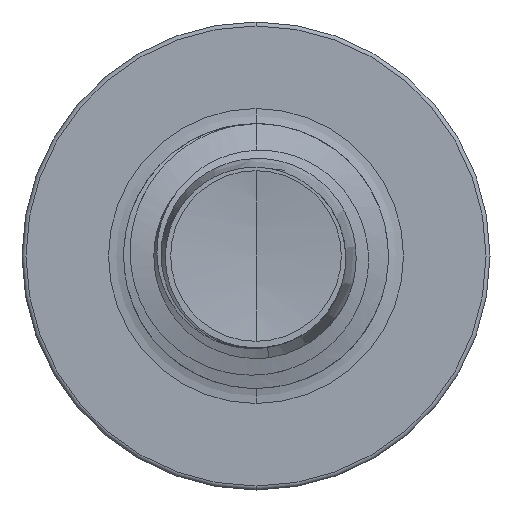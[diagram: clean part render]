
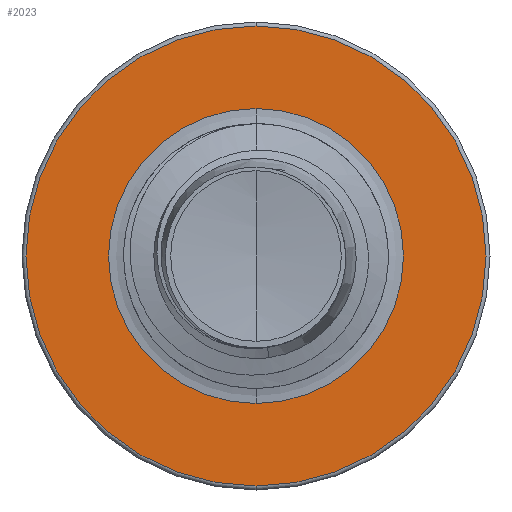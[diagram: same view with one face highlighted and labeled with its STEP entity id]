
A CAD part, front view. The second image highlights one B-rep face of the part: STEP entity #2023.
In plain terms, the highlighted planar face has unit normal (0, -1, 0).
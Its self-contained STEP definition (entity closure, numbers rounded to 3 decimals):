
#91 = DIRECTION ( 'NONE',  ( 0., 1., 0. ) ) ;
#296 = AXIS2_PLACEMENT_3D ( 'NONE', #9047, #2548, #9941 ) ;
#343 = DIRECTION ( 'NONE',  ( 0., 0., 1. ) ) ;
#346 = DIRECTION ( 'NONE',  ( 0., 1., 0. ) ) ;
#366 = CARTESIAN_POINT ( 'NONE',  ( 0., 4.5, 0. ) ) ;
#1149 = AXIS2_PLACEMENT_3D ( 'NONE', #6541, #6369, #6428 ) ;
#1818 = CIRCLE ( 'NONE', #10502, 2.605 ) ;
#2023 = ADVANCED_FACE ( 'NONE', ( #13122, #2494 ), #6565, .F. ) ;
#2100 = VERTEX_POINT ( 'NONE', #6979 ) ;
#2474 = AXIS2_PLACEMENT_3D ( 'NONE', #7432, #91, #8308 ) ;
#2494 = FACE_BOUND ( 'NONE', #5583, .T. ) ;
#2548 = DIRECTION ( 'NONE',  ( 0., 1., 0. ) ) ;
#2940 = VERTEX_POINT ( 'NONE', #3542 ) ;
#3542 = CARTESIAN_POINT ( 'NONE',  ( 0., 4.5, 2.605 ) ) ;
#3546 = CARTESIAN_POINT ( 'NONE',  ( 0., 4.5, 1.67 ) ) ;
#3599 = EDGE_CURVE ( 'NONE', #2100, #12101, #11799, .T. ) ;
#3674 = CIRCLE ( 'NONE', #2474, 2.605 ) ;
#5583 = EDGE_LOOP ( 'NONE', ( #11705, #12335 ) ) ;
#6369 = DIRECTION ( 'NONE',  ( 0., 1., 0. ) ) ;
#6428 = DIRECTION ( 'NONE',  ( 0., 0., 1. ) ) ;
#6497 = EDGE_CURVE ( 'NONE', #2940, #13324, #1818, .T. ) ;
#6541 = CARTESIAN_POINT ( 'NONE',  ( 0., 4.5, -1.67 ) ) ;
#6565 = PLANE ( 'NONE',  #1149 ) ;
#6568 = DIRECTION ( 'NONE',  ( 0., 0., 1. ) ) ;
#6656 = DIRECTION ( 'NONE',  ( 0., 1., 0. ) ) ;
#6694 = CARTESIAN_POINT ( 'NONE',  ( 0., 4.5, 0. ) ) ;
#6979 = CARTESIAN_POINT ( 'NONE',  ( 0., 4.5, -1.67 ) ) ;
#7432 = CARTESIAN_POINT ( 'NONE',  ( 0., 4.5, 0. ) ) ;
#8308 = DIRECTION ( 'NONE',  ( 0., 0., 1. ) ) ;
#9047 = CARTESIAN_POINT ( 'NONE',  ( 0., 4.5, 0. ) ) ;
#9735 = AXIS2_PLACEMENT_3D ( 'NONE', #366, #346, #343 ) ;
#9885 = CARTESIAN_POINT ( 'NONE',  ( 0., 4.5, -2.605 ) ) ;
#9941 = DIRECTION ( 'NONE',  ( 0., 0., 1. ) ) ;
#10202 = EDGE_CURVE ( 'NONE', #13324, #2940, #3674, .T. ) ;
#10229 = ORIENTED_EDGE ( 'NONE', *, *, #6497, .F. ) ;
#10502 = AXIS2_PLACEMENT_3D ( 'NONE', #6694, #6656, #6568 ) ;
#10641 = EDGE_CURVE ( 'NONE', #12101, #2100, #12505, .T. ) ;
#10940 = EDGE_LOOP ( 'NONE', ( #10229, #11322 ) ) ;
#11322 = ORIENTED_EDGE ( 'NONE', *, *, #10202, .F. ) ;
#11705 = ORIENTED_EDGE ( 'NONE', *, *, #10641, .T. ) ;
#11799 = CIRCLE ( 'NONE', #9735, 1.67 ) ;
#12101 = VERTEX_POINT ( 'NONE', #3546 ) ;
#12335 = ORIENTED_EDGE ( 'NONE', *, *, #3599, .T. ) ;
#12505 = CIRCLE ( 'NONE', #296, 1.67 ) ;
#13122 = FACE_OUTER_BOUND ( 'NONE', #10940, .T. ) ;
#13324 = VERTEX_POINT ( 'NONE', #9885 ) ;
